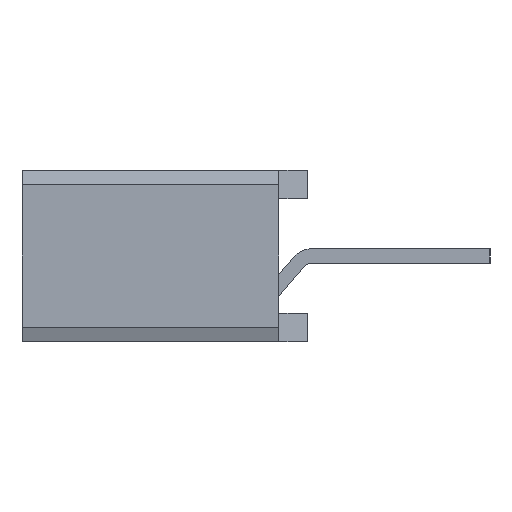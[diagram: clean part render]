
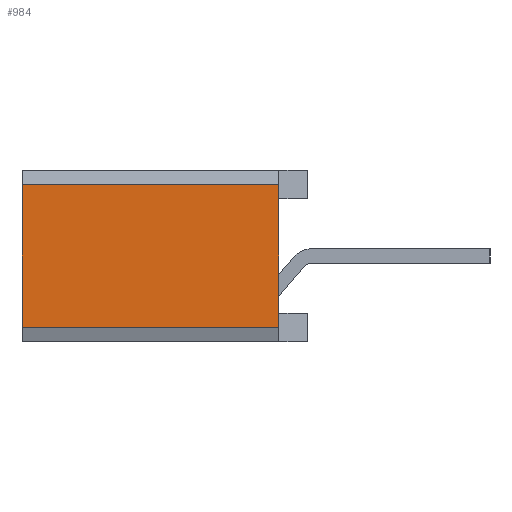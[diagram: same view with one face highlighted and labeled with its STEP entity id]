
A CAD part, left-side view. The second image highlights one B-rep face of the part: STEP entity #984.
In plain terms, the highlighted planar face has unit normal (-1, 0, 0).
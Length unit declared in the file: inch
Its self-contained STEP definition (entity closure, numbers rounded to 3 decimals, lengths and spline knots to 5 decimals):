
#984 = ADVANCED_FACE( '', ( #2042 ), #2043, .F. );
#2042 = FACE_OUTER_BOUND( '', #3172, .T. );
#2043 = PLANE( '', #3173 );
#3172 = EDGE_LOOP( '', ( #6096, #6097, #6098, #6099 ) );
#3173 = AXIS2_PLACEMENT_3D( '', #6100, #6101, #6102 );
#6096 = ORIENTED_EDGE( '', *, *, #7329, .T. );
#6097 = ORIENTED_EDGE( '', *, *, #7583, .T. );
#6098 = ORIENTED_EDGE( '', *, *, #7275, .T. );
#6099 = ORIENTED_EDGE( '', *, *, #6904, .F. );
#6100 = CARTESIAN_POINT( '', ( -0.5, 0.2, -0.06 ) );
#6101 = DIRECTION( '', ( 1., 0., 0. ) );
#6102 = DIRECTION( '', ( 0., 0., -1. ) );
#6904 = EDGE_CURVE( '', #8290, #8292, #8293, .T. );
#7275 = EDGE_CURVE( '', #8959, #8292, #8960, .T. );
#7329 = EDGE_CURVE( '', #8290, #9039, #9041, .T. );
#7583 = EDGE_CURVE( '', #9039, #8959, #9440, .T. );
#8290 = VERTEX_POINT( '', #10328 );
#8292 = VERTEX_POINT( '', #10331 );
#8293 = LINE( '', #10332, #10333 );
#8959 = VERTEX_POINT( '', #11318 );
#8960 = LINE( '', #11319, #11320 );
#9039 = VERTEX_POINT( '', #11434 );
#9041 = LINE( '', #11437, #11438 );
#9440 = LINE( '', #12034, #12035 );
#10328 = CARTESIAN_POINT( '', ( -0.5, 0.2, -0.05 ) );
#10331 = CARTESIAN_POINT( '', ( -0.5, 0.2, 0.05 ) );
#10332 = CARTESIAN_POINT( '', ( -0.5, 0.2, -0.06 ) );
#10333 = VECTOR( '', #13195, 39.37008 );
#11318 = CARTESIAN_POINT( '', ( -0.5, 0.02, 0.05 ) );
#11319 = CARTESIAN_POINT( '', ( -0.5, 0.2, 0.05 ) );
#11320 = VECTOR( '', #13530, 39.37008 );
#11434 = CARTESIAN_POINT( '', ( -0.5, 0.02, -0.05 ) );
#11437 = CARTESIAN_POINT( '', ( -0.5, 0.2, -0.05 ) );
#11438 = VECTOR( '', #13579, 39.37008 );
#12034 = CARTESIAN_POINT( '', ( -0.5, 0.02, -0.04 ) );
#12035 = VECTOR( '', #13804, 39.37008 );
#13195 = DIRECTION( '', ( 0., 0., 1. ) );
#13530 = DIRECTION( '', ( 0., 1., 0. ) );
#13579 = DIRECTION( '', ( 0., -1., 0. ) );
#13804 = DIRECTION( '', ( 0., 0., 1. ) );
